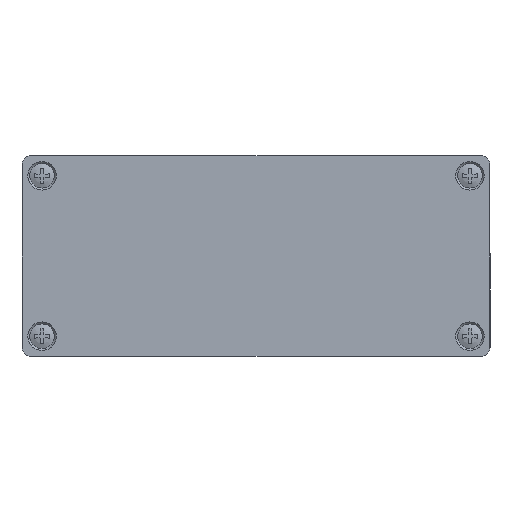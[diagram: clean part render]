
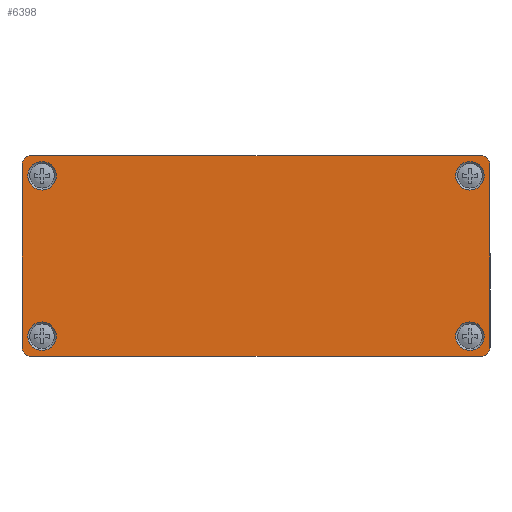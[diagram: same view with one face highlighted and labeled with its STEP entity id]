
A CAD part, front view. The second image highlights one B-rep face of the part: STEP entity #6398.
In plain terms, the highlighted planar face has unit normal (0, -1, 0).
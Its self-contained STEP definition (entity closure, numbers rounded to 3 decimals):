
#83=FACE_BOUND('',#2019,.T.);
#84=FACE_BOUND('',#2020,.T.);
#85=FACE_BOUND('',#2021,.T.);
#86=FACE_BOUND('',#2022,.T.);
#177=PLANE('',#7218);
#611=LINE('',#10949,#1017);
#612=LINE('',#10953,#1018);
#613=LINE('',#10957,#1019);
#614=LINE('',#10961,#1020);
#1017=VECTOR('',#9197,101.);
#1018=VECTOR('',#9200,41.);
#1019=VECTOR('',#9203,101.);
#1020=VECTOR('',#9206,41.);
#1616=FACE_OUTER_BOUND('',#2018,.T.);
#2018=EDGE_LOOP('',(#5394,#5395,#5396,#5397,#5398,#5399,#5400,#5401));
#2019=EDGE_LOOP('',(#5402));
#2020=EDGE_LOOP('',(#5403));
#2021=EDGE_LOOP('',(#5404));
#2022=EDGE_LOOP('',(#5405));
#2494=CIRCLE('',#7217,3.2);
#2495=CIRCLE('',#7219,2.);
#2496=CIRCLE('',#7220,2.);
#2497=CIRCLE('',#7221,2.);
#2498=CIRCLE('',#7222,2.);
#2499=CIRCLE('',#7223,3.2);
#2500=CIRCLE('',#7224,3.2);
#2501=CIRCLE('',#7225,3.2);
#2928=VERTEX_POINT('',#10944);
#2929=VERTEX_POINT('',#10947);
#2930=VERTEX_POINT('',#10948);
#2931=VERTEX_POINT('',#10950);
#2932=VERTEX_POINT('',#10952);
#2933=VERTEX_POINT('',#10954);
#2934=VERTEX_POINT('',#10956);
#2935=VERTEX_POINT('',#10958);
#2936=VERTEX_POINT('',#10960);
#2937=VERTEX_POINT('',#10963);
#2938=VERTEX_POINT('',#10965);
#2939=VERTEX_POINT('',#10967);
#3765=EDGE_CURVE('',#2928,#2928,#2494,.T.);
#3766=EDGE_CURVE('',#2929,#2930,#611,.T.);
#3767=EDGE_CURVE('',#2930,#2931,#2495,.T.);
#3768=EDGE_CURVE('',#2931,#2932,#612,.T.);
#3769=EDGE_CURVE('',#2932,#2933,#2496,.T.);
#3770=EDGE_CURVE('',#2933,#2934,#613,.T.);
#3771=EDGE_CURVE('',#2934,#2935,#2497,.T.);
#3772=EDGE_CURVE('',#2935,#2936,#614,.T.);
#3773=EDGE_CURVE('',#2936,#2929,#2498,.T.);
#3774=EDGE_CURVE('',#2937,#2937,#2499,.T.);
#3775=EDGE_CURVE('',#2938,#2938,#2500,.T.);
#3776=EDGE_CURVE('',#2939,#2939,#2501,.T.);
#5394=ORIENTED_EDGE('',*,*,#3766,.T.);
#5395=ORIENTED_EDGE('',*,*,#3767,.T.);
#5396=ORIENTED_EDGE('',*,*,#3768,.T.);
#5397=ORIENTED_EDGE('',*,*,#3769,.T.);
#5398=ORIENTED_EDGE('',*,*,#3770,.T.);
#5399=ORIENTED_EDGE('',*,*,#3771,.T.);
#5400=ORIENTED_EDGE('',*,*,#3772,.T.);
#5401=ORIENTED_EDGE('',*,*,#3773,.T.);
#5402=ORIENTED_EDGE('',*,*,#3774,.F.);
#5403=ORIENTED_EDGE('',*,*,#3775,.F.);
#5404=ORIENTED_EDGE('',*,*,#3776,.F.);
#5405=ORIENTED_EDGE('',*,*,#3765,.F.);
#6398=ADVANCED_FACE('',(#1616,#83,#84,#85,#86),#177,.F.);
#7217=AXIS2_PLACEMENT_3D('',#10945,#9193,#9194);
#7218=AXIS2_PLACEMENT_3D('',#10946,#9195,#9196);
#7219=AXIS2_PLACEMENT_3D('',#10951,#9198,#9199);
#7220=AXIS2_PLACEMENT_3D('',#10955,#9201,#9202);
#7221=AXIS2_PLACEMENT_3D('',#10959,#9204,#9205);
#7222=AXIS2_PLACEMENT_3D('',#10962,#9207,#9208);
#7223=AXIS2_PLACEMENT_3D('',#10964,#9209,#9210);
#7224=AXIS2_PLACEMENT_3D('',#10966,#9211,#9212);
#7225=AXIS2_PLACEMENT_3D('',#10968,#9213,#9214);
#9193=DIRECTION('center_axis',(0.,-1.,0.));
#9194=DIRECTION('ref_axis',(1.,0.,0.));
#9195=DIRECTION('center_axis',(0.,1.,0.));
#9196=DIRECTION('ref_axis',(0.,0.,1.));
#9197=DIRECTION('',(-1.,0.,0.));
#9198=DIRECTION('center_axis',(0.,-1.,0.));
#9199=DIRECTION('ref_axis',(-1.,0.,0.));
#9200=DIRECTION('',(0.,0.,-1.));
#9201=DIRECTION('center_axis',(0.,-1.,0.));
#9202=DIRECTION('ref_axis',(0.,0.,-1.));
#9203=DIRECTION('',(1.,0.,0.));
#9204=DIRECTION('center_axis',(0.,-1.,0.));
#9205=DIRECTION('ref_axis',(1.,0.,0.));
#9206=DIRECTION('',(0.,0.,1.));
#9207=DIRECTION('center_axis',(0.,-1.,0.));
#9208=DIRECTION('ref_axis',(0.,0.,1.));
#9209=DIRECTION('center_axis',(0.,-1.,0.));
#9210=DIRECTION('ref_axis',(1.,0.,0.));
#9211=DIRECTION('center_axis',(0.,-1.,0.));
#9212=DIRECTION('ref_axis',(1.,0.,0.));
#9213=DIRECTION('center_axis',(0.,-1.,0.));
#9214=DIRECTION('ref_axis',(1.,0.,0.));
#10944=CARTESIAN_POINT('',(44.8,-2.,18.));
#10945=CARTESIAN_POINT('Origin',(48.,-2.,18.));
#10946=CARTESIAN_POINT('Origin',(0.,-2.,0.));
#10947=CARTESIAN_POINT('',(50.5,-2.,22.5));
#10948=CARTESIAN_POINT('',(-50.5,-2.,22.5));
#10949=CARTESIAN_POINT('',(-50.5,-2.,22.5));
#10950=CARTESIAN_POINT('',(-52.5,-2.,20.5));
#10951=CARTESIAN_POINT('Origin',(-50.5,-2.,20.5));
#10952=CARTESIAN_POINT('',(-52.5,-2.,-20.5));
#10953=CARTESIAN_POINT('',(-52.5,-2.,-20.5));
#10954=CARTESIAN_POINT('',(-50.5,-2.,-22.5));
#10955=CARTESIAN_POINT('Origin',(-50.5,-2.,-20.5));
#10956=CARTESIAN_POINT('',(50.5,-2.,-22.5));
#10957=CARTESIAN_POINT('',(50.5,-2.,-22.5));
#10958=CARTESIAN_POINT('',(52.5,-2.,-20.5));
#10959=CARTESIAN_POINT('Origin',(50.5,-2.,-20.5));
#10960=CARTESIAN_POINT('',(52.5,-2.,20.5));
#10961=CARTESIAN_POINT('',(52.5,-2.,20.5));
#10962=CARTESIAN_POINT('Origin',(50.5,-2.,20.5));
#10963=CARTESIAN_POINT('',(44.8,-2.,-18.));
#10964=CARTESIAN_POINT('Origin',(48.,-2.,-18.));
#10965=CARTESIAN_POINT('',(-51.2,-2.,18.));
#10966=CARTESIAN_POINT('Origin',(-48.,-2.,18.));
#10967=CARTESIAN_POINT('',(-51.2,-2.,-18.));
#10968=CARTESIAN_POINT('Origin',(-48.,-2.,-18.));
